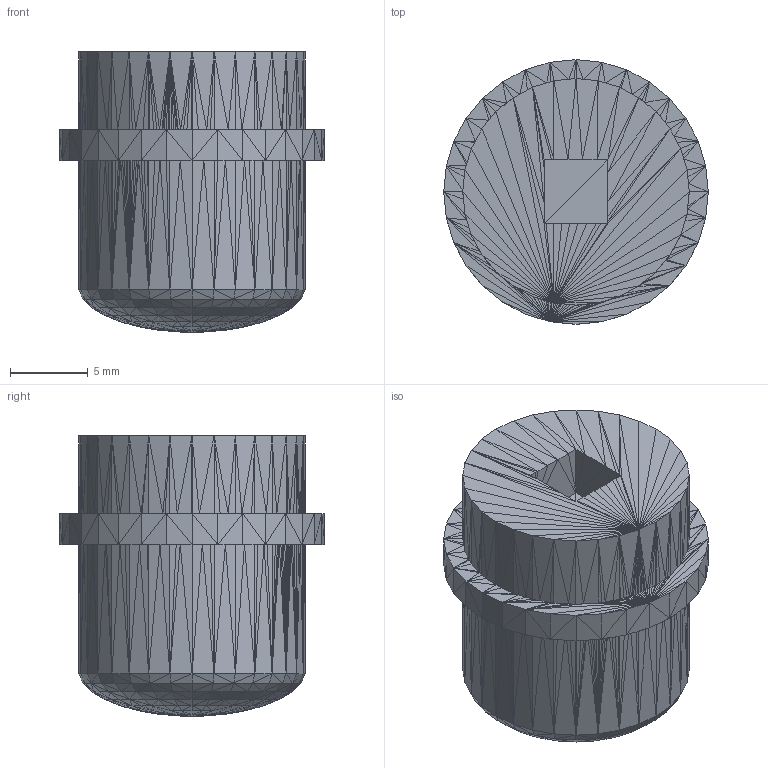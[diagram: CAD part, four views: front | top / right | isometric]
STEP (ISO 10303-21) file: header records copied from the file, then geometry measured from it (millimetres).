
FILE_DESCRIPTION(('FreeCAD Model'),'2;1');
FILE_NAME('Open CASCADE Shape Model','2025-11-13T14:46:48',('Author'),( ''),'Open CASCADE STEP processor 7.5','FreeCAD','Unknown');
FILE_SCHEMA(('AUTOMOTIVE_DESIGN { 1 0 10303 214 1 1 1 1 }'));
Length unit declared in the file: millimetre
Products named in the file (1): U_Box_V104_General_Alarm_Device_button001
Bounding box: 17 x 17 x 18 mm (x, y, z)
Surface area: 1256.5 mm2 (no closed solid volume)
Topology: 0 solids, 1 shells, 1174 faces, 1760 edges, 588 vertices
Faces by surface type: plane 1174
Entity records: 22918 total; most frequent: DIRECTION 4110, CARTESIAN_POINT 3523, ORIENTED_EDGE 3520, EDGE_CURVE 1760, LINE 1760, VECTOR 1760, AXIS2_PLACEMENT_3D 1175, ADVANCED_FACE 1174
